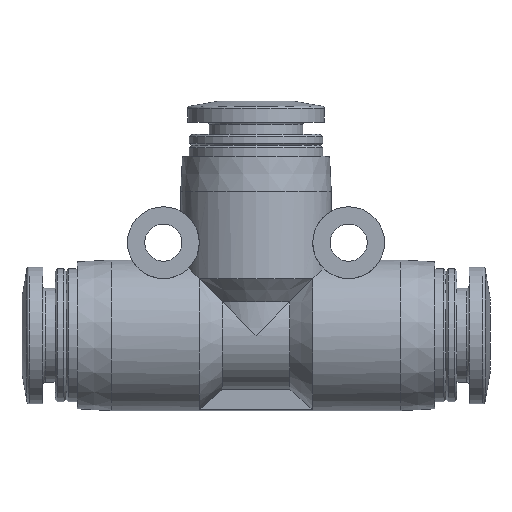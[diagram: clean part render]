
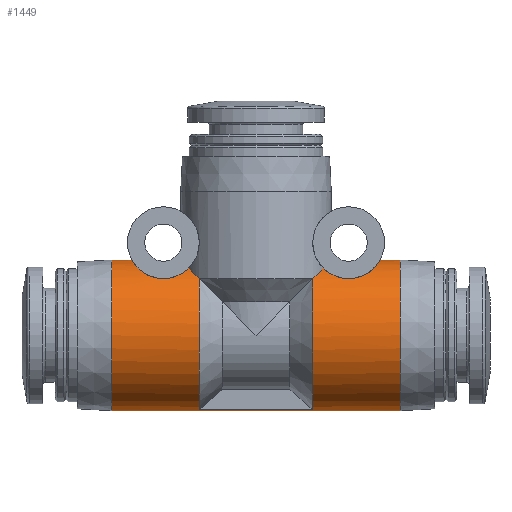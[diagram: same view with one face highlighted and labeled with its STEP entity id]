
A CAD part, front view. The second image highlights one B-rep face of the part: STEP entity #1449.
In plain terms, the highlighted cylindrical face has radius 6.5 mm (diameter 13 mm), a full revolution.
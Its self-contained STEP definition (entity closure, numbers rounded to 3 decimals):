
#72=LINE('',#2116,#76);
#73=LINE('',#2138,#77);
#76=VECTOR('',#1731,1000.);
#77=VECTOR('',#1736,1000.);
#82=B_SPLINE_CURVE_WITH_KNOTS('',3,(#2097,#2098,#2099,#2100,#2101,#2102,
#2103,#2104,#2105,#2106,#2107,#2108,#2109,#2110,#2111,#2112,#2113),
 .UNSPECIFIED.,.F.,.F.,(4,1,1,1,1,1,1,1,1,1,1,1,1,1,4),(0.015,
0.016,0.017,0.018,0.019,
0.021,0.022,0.024,0.026,
0.027,0.028,0.029,0.03,
0.032,0.033),.UNSPECIFIED.);
#83=B_SPLINE_CURVE_WITH_KNOTS('',3,(#2119,#2120,#2121,#2122,#2123,#2124,
#2125,#2126,#2127,#2128,#2129,#2130,#2131,#2132,#2133,#2134,#2135),
 .UNSPECIFIED.,.F.,.F.,(4,1,1,1,1,1,1,1,1,1,1,1,1,1,4),(0.003,
0.004,0.005,0.006,0.007,
0.009,0.01,0.012,0.014,
0.015,0.016,0.017,0.019,
0.02,0.021),.UNSPECIFIED.);
#94=ELLIPSE('',#1537,9.192,6.5);
#95=ELLIPSE('',#1539,9.192,6.5);
#96=ELLIPSE('',#1540,9.192,6.5);
#97=ELLIPSE('',#1542,9.192,6.5);
#115=ORIENTED_EDGE('',*,*,#321,.F.);
#116=ORIENTED_EDGE('',*,*,#322,.T.);
#117=ORIENTED_EDGE('',*,*,#323,.F.);
#118=ORIENTED_EDGE('',*,*,#320,.T.);
#119=ORIENTED_EDGE('',*,*,#324,.F.);
#120=ORIENTED_EDGE('',*,*,#325,.F.);
#121=ORIENTED_EDGE('',*,*,#326,.T.);
#122=ORIENTED_EDGE('',*,*,#318,.F.);
#123=ORIENTED_EDGE('',*,*,#327,.F.);
#124=ORIENTED_EDGE('',*,*,#316,.F.);
#125=ORIENTED_EDGE('',*,*,#328,.T.);
#126=ORIENTED_EDGE('',*,*,#329,.T.);
#127=ORIENTED_EDGE('',*,*,#330,.F.);
#128=ORIENTED_EDGE('',*,*,#314,.T.);
#314=EDGE_CURVE('',#418,#416,#94,.F.);
#316=EDGE_CURVE('',#419,#420,#95,.F.);
#318=EDGE_CURVE('',#421,#422,#96,.F.);
#320=EDGE_CURVE('',#417,#423,#97,.F.);
#321=EDGE_CURVE('',#424,#424,#505,.T.);
#322=EDGE_CURVE('',#425,#425,#506,.T.);
#323=EDGE_CURVE('',#417,#416,#82,.T.);
#324=EDGE_CURVE('',#426,#423,#507,.T.);
#325=EDGE_CURVE('',#427,#426,#72,.T.);
#326=EDGE_CURVE('',#427,#422,#508,.T.);
#327=EDGE_CURVE('',#420,#421,#83,.T.);
#328=EDGE_CURVE('',#419,#428,#509,.T.);
#329=EDGE_CURVE('',#428,#429,#73,.T.);
#330=EDGE_CURVE('',#418,#429,#510,.T.);
#416=VERTEX_POINT('',#2061);
#417=VERTEX_POINT('',#2062);
#418=VERTEX_POINT('',#2064);
#419=VERTEX_POINT('',#2066);
#420=VERTEX_POINT('',#2068);
#421=VERTEX_POINT('',#2086);
#422=VERTEX_POINT('',#2088);
#423=VERTEX_POINT('',#2090);
#424=VERTEX_POINT('',#2094);
#425=VERTEX_POINT('',#2096);
#426=VERTEX_POINT('',#2115);
#427=VERTEX_POINT('',#2117);
#428=VERTEX_POINT('',#2137);
#429=VERTEX_POINT('',#2139);
#505=CIRCLE('',#1544,6.5);
#506=CIRCLE('',#1545,6.5);
#507=CIRCLE('',#1546,6.5);
#508=CIRCLE('',#1547,6.5);
#509=CIRCLE('',#1548,6.5);
#510=CIRCLE('',#1549,6.5);
#582=EDGE_LOOP('',(#115));
#583=EDGE_LOOP('',(#116));
#584=EDGE_LOOP('',(#117,#118,#119,#120,#121,#122,#123,#124,#125,#126,#127,
#128));
#730=FACE_BOUND('',#582,.T.);
#731=FACE_BOUND('',#583,.T.);
#732=FACE_BOUND('',#584,.T.);
#875=CYLINDRICAL_SURFACE('',#1543,6.5);
#1449=ADVANCED_FACE('',(#730,#731,#732),#875,.T.);
#1537=AXIS2_PLACEMENT_3D('',#2063,#1711,#1712);
#1539=AXIS2_PLACEMENT_3D('',#2067,#1715,#1716);
#1540=AXIS2_PLACEMENT_3D('',#2087,#1717,#1718);
#1542=AXIS2_PLACEMENT_3D('',#2091,#1721,#1722);
#1543=AXIS2_PLACEMENT_3D('',#2092,#1723,#1724);
#1544=AXIS2_PLACEMENT_3D('',#2093,#1725,#1726);
#1545=AXIS2_PLACEMENT_3D('',#2095,#1727,#1728);
#1546=AXIS2_PLACEMENT_3D('',#2114,#1729,#1730);
#1547=AXIS2_PLACEMENT_3D('',#2118,#1732,#1733);
#1548=AXIS2_PLACEMENT_3D('',#2136,#1734,#1735);
#1549=AXIS2_PLACEMENT_3D('',#2140,#1737,#1738);
#1711=DIRECTION('',(0.707,0.,0.707));
#1712=DIRECTION('',(-0.707,0.,0.707));
#1715=DIRECTION('',(0.707,0.,-0.707));
#1716=DIRECTION('',(0.707,0.,0.707));
#1717=DIRECTION('',(0.707,0.,-0.707));
#1718=DIRECTION('',(0.707,0.,0.707));
#1721=DIRECTION('',(0.707,0.,0.707));
#1722=DIRECTION('',(-0.707,0.,0.707));
#1723=DIRECTION('',(1.,0.,0.));
#1724=DIRECTION('',(0.,0.,-1.));
#1725=DIRECTION('',(1.,0.,0.));
#1726=DIRECTION('',(0.,0.,-1.));
#1727=DIRECTION('',(1.,0.,0.));
#1728=DIRECTION('',(0.,0.,-1.));
#1729=DIRECTION('',(1.,0.,0.));
#1730=DIRECTION('',(0.,0.,-1.));
#1731=DIRECTION('',(-1.,0.,0.));
#1732=DIRECTION('',(1.,0.,0.));
#1733=DIRECTION('',(0.,0.,-1.));
#1734=DIRECTION('',(1.,0.,0.));
#1735=DIRECTION('',(0.,0.,-1.));
#1736=DIRECTION('',(-1.,0.,0.));
#1737=DIRECTION('',(1.,0.,0.));
#1738=DIRECTION('',(0.,0.,-1.));
#2061=CARTESIAN_POINT('',(-5.808,-2.918,5.808));
#2062=CARTESIAN_POINT('',(-5.808,2.918,5.808));
#2063=CARTESIAN_POINT('',(0.,0.,0.));
#2064=CARTESIAN_POINT('',(-4.9,-4.271,4.9));
#2066=CARTESIAN_POINT('',(4.9,-4.271,4.9));
#2067=CARTESIAN_POINT('',(0.,0.,0.));
#2068=CARTESIAN_POINT('',(5.808,-2.918,5.808));
#2086=CARTESIAN_POINT('',(5.808,2.918,5.808));
#2087=CARTESIAN_POINT('',(0.,0.,0.));
#2088=CARTESIAN_POINT('',(4.9,4.271,4.9));
#2090=CARTESIAN_POINT('',(-4.9,4.271,4.9));
#2091=CARTESIAN_POINT('',(0.,0.,0.));
#2092=CARTESIAN_POINT('',(20.2,0.,0.));
#2093=CARTESIAN_POINT('',(12.45,0.,0.));
#2094=CARTESIAN_POINT('',(12.45,0.,-6.5));
#2095=CARTESIAN_POINT('',(-12.45,0.,0.));
#2096=CARTESIAN_POINT('',(-12.45,0.,-6.5));
#2097=CARTESIAN_POINT('',(-5.808,2.918,5.808));
#2098=CARTESIAN_POINT('',(-5.961,3.222,5.655));
#2099=CARTESIAN_POINT('',(-6.356,3.766,5.32));
#2100=CARTESIAN_POINT('',(-7.305,4.262,4.911));
#2101=CARTESIAN_POINT('',(-8.459,4.312,4.864));
#2102=CARTESIAN_POINT('',(-9.477,3.9,5.218));
#2103=CARTESIAN_POINT('',(-10.142,3.135,5.724));
#2104=CARTESIAN_POINT('',(-10.626,1.849,6.304));
#2105=CARTESIAN_POINT('',(-10.771,0.,6.63));
#2106=CARTESIAN_POINT('',(-10.626,-1.85,6.304));
#2107=CARTESIAN_POINT('',(-10.142,-3.136,5.723));
#2108=CARTESIAN_POINT('',(-9.475,-3.901,5.218));
#2109=CARTESIAN_POINT('',(-8.465,-4.311,4.865));
#2110=CARTESIAN_POINT('',(-7.307,-4.264,4.91));
#2111=CARTESIAN_POINT('',(-6.356,-3.765,5.32));
#2112=CARTESIAN_POINT('',(-5.96,-3.221,5.656));
#2113=CARTESIAN_POINT('',(-5.808,-2.918,5.808));
#2114=CARTESIAN_POINT('',(-4.9,0.,0.));
#2115=CARTESIAN_POINT('',(-4.9,1.,-6.423));
#2116=CARTESIAN_POINT('',(4.9,1.,-6.423));
#2117=CARTESIAN_POINT('',(4.9,1.,-6.423));
#2118=CARTESIAN_POINT('',(4.9,0.,0.));
#2119=CARTESIAN_POINT('',(5.808,-2.918,5.808));
#2120=CARTESIAN_POINT('',(5.96,-3.221,5.656));
#2121=CARTESIAN_POINT('',(6.357,-3.766,5.32));
#2122=CARTESIAN_POINT('',(7.303,-4.262,4.911));
#2123=CARTESIAN_POINT('',(8.459,-4.312,4.864));
#2124=CARTESIAN_POINT('',(9.476,-3.901,5.218));
#2125=CARTESIAN_POINT('',(10.142,-3.135,5.724));
#2126=CARTESIAN_POINT('',(10.626,-1.85,6.304));
#2127=CARTESIAN_POINT('',(10.771,-0.001,6.63));
#2128=CARTESIAN_POINT('',(10.627,1.845,6.305));
#2129=CARTESIAN_POINT('',(10.144,3.133,5.725));
#2130=CARTESIAN_POINT('',(9.477,3.899,5.219));
#2131=CARTESIAN_POINT('',(8.468,4.31,4.866));
#2132=CARTESIAN_POINT('',(7.308,4.264,4.909));
#2133=CARTESIAN_POINT('',(6.356,3.765,5.32));
#2134=CARTESIAN_POINT('',(5.961,3.222,5.655));
#2135=CARTESIAN_POINT('',(5.808,2.918,5.808));
#2136=CARTESIAN_POINT('',(4.9,0.,0.));
#2137=CARTESIAN_POINT('',(4.9,-1.,-6.423));
#2138=CARTESIAN_POINT('',(4.9,-1.,-6.423));
#2139=CARTESIAN_POINT('',(-4.9,-1.,-6.423));
#2140=CARTESIAN_POINT('',(-4.9,0.,0.));
